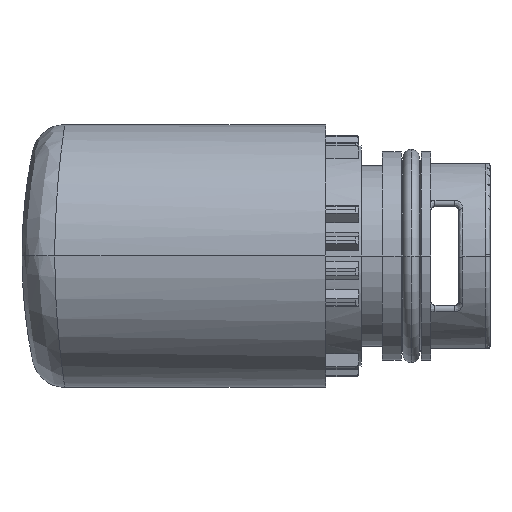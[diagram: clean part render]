
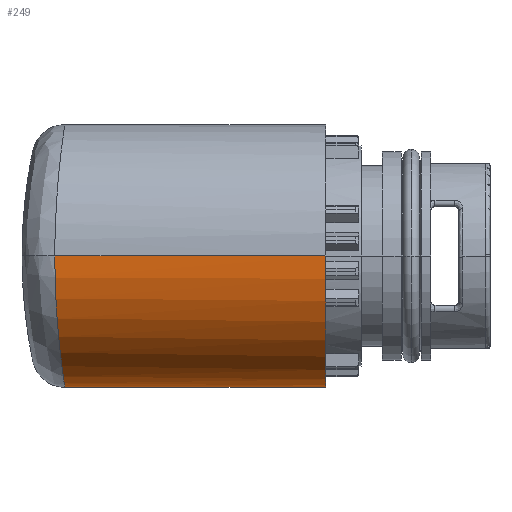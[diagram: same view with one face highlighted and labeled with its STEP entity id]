
A CAD part, left-side view. The second image highlights one B-rep face of the part: STEP entity #249.
In plain terms, the highlighted cylindrical face has radius 8 mm (diameter 16 mm), a partial arc.
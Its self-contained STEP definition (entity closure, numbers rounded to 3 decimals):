
#249=ADVANCED_FACE('',(#849),#850,.T.);
#849=FACE_OUTER_BOUND('',#1877,.T.);
#850=CYLINDRICAL_SURFACE('',#1878,8.0);
#1877=EDGE_LOOP('',(#4505,#4506,#4507,#4508,#4509,#4510,#4511));
#1878=AXIS2_PLACEMENT_3D('',#4512,#4513,#4514);
#4505=ORIENTED_EDGE('',*,*,#7864,.T.);
#4506=ORIENTED_EDGE('',*,*,#7865,.F.);
#4507=ORIENTED_EDGE('',*,*,#7866,.F.);
#4508=ORIENTED_EDGE('',*,*,#7867,.T.);
#4509=ORIENTED_EDGE('',*,*,#7854,.F.);
#4510=ORIENTED_EDGE('',*,*,#7863,.T.);
#4511=ORIENTED_EDGE('',*,*,#7868,.T.);
#4512=CARTESIAN_POINT('',(0.0,-20.925,0.0));
#4513=DIRECTION('',(0.0,-1.0,0.0));
#4514=DIRECTION('',(1.0,0.0,0.0));
#7854=EDGE_CURVE('',#9322,#9323,#9324,.T.);
#7863=EDGE_CURVE('',#9322,#9337,#9339,.T.);
#7864=EDGE_CURVE('',#9340,#9341,#9342,.T.);
#7865=EDGE_CURVE('',#9343,#9341,#9344,.T.);
#7866=EDGE_CURVE('',#9345,#9343,#9346,.T.);
#7867=EDGE_CURVE('',#9345,#9323,#9347,.T.);
#7868=EDGE_CURVE('',#9337,#9340,#9348,.T.);
#9322=VERTEX_POINT('',#11471);
#9323=VERTEX_POINT('',#11472);
#9324=LINE('',#11473,#11474);
#9337=VERTEX_POINT('',#11497);
#9339=B_SPLINE_CURVE_WITH_KNOTS('',3,(#11499,#11500,#11501,#11502,#11503,#11504),.UNSPECIFIED.,.F.,.F.,(4,1,1,4),(0.0,0.333,0.667,1.0),.UNSPECIFIED.);
#9340=VERTEX_POINT('',#11505);
#9341=VERTEX_POINT('',#11506);
#9342=LINE('',#11507,#11508);
#9343=VERTEX_POINT('',#11509);
#9344=CIRCLE('',#11510,8.0);
#9345=VERTEX_POINT('',#11511);
#9346=LINE('',#11512,#11513);
#9347=B_SPLINE_CURVE_WITH_KNOTS('',3,(#11514,#11515,#11516,#11517,#11518,#11519,#11520,#11521,#11522,#11523,#11524,#11525,#11526),.UNSPECIFIED.,.F.,.F.,(4,1,1,1,1,1,1,1,1,1,4),(0.0,0.1,0.2,0.3,0.4,0.5,0.6,0.7,0.8,0.9,1.0),.UNSPECIFIED.);
#9348=B_SPLINE_CURVE_WITH_KNOTS('',3,(#11527,#11528,#11529,#11530,#11531,#11532,#11533,#11534,#11535,#11536,#11537,#11538),.UNSPECIFIED.,.F.,.F.,(4,1,1,1,1,1,1,1,1,4),(0.0,0.111,0.222,0.333,0.444,0.556,0.667,0.778,0.889,1.0),.UNSPECIFIED.);
#11471=CARTESIAN_POINT('',(0.0,-3.606,-8.0));
#11472=CARTESIAN_POINT('',(0.0,6.388,-8.));
#11473=CARTESIAN_POINT('',(0.0,-3.606,-8.0));
#11474=VECTOR('',#15011,9.993);
#11497=CARTESIAN_POINT('',(2.211,-4.764,-7.688));
#11499=CARTESIAN_POINT('',(0.0,-3.606,-8.0));
#11500=CARTESIAN_POINT('',(0.257,-3.744,-8.));
#11501=CARTESIAN_POINT('',(0.765,-4.017,-7.975));
#11502=CARTESIAN_POINT('',(1.513,-4.413,-7.867));
#11503=CARTESIAN_POINT('',(1.983,-4.652,-7.754));
#11504=CARTESIAN_POINT('',(2.211,-4.764,-7.688));
#11505=CARTESIAN_POINT('',(8.,-9.25,0.));
#11506=CARTESIAN_POINT('',(8.0,-9.5,0.0));
#11507=CARTESIAN_POINT('',(8.,-9.25,0.));
#11508=VECTOR('',#15023,0.25);
#11509=CARTESIAN_POINT('',(-8.0,-9.5,0.0));
#11510=AXIS2_PLACEMENT_3D('',#15024,#15025,#15026);
#11511=CARTESIAN_POINT('',(-8.,7.0,0.));
#11512=CARTESIAN_POINT('',(-8.,7.0,0.));
#11513=VECTOR('',#15027,16.5);
#11514=CARTESIAN_POINT('',(-8.,7.0,0.));
#11515=CARTESIAN_POINT('',(-8.,7.,-0.415));
#11516=CARTESIAN_POINT('',(-7.935,6.99,-1.248));
#11517=CARTESIAN_POINT('',(-7.644,6.947,-2.471));
#11518=CARTESIAN_POINT('',(-7.163,6.879,-3.636));
#11519=CARTESIAN_POINT('',(-6.504,6.792,-4.715));
#11520=CARTESIAN_POINT('',(-5.682,6.696,-5.679));
#11521=CARTESIAN_POINT('',(-4.718,6.599,-6.502));
#11522=CARTESIAN_POINT('',(-3.64,6.511,-7.161));
#11523=CARTESIAN_POINT('',(-2.475,6.442,-7.642));
#11524=CARTESIAN_POINT('',(-1.252,6.398,-7.935));
#11525=CARTESIAN_POINT('',(-0.417,6.388,-8.));
#11526=CARTESIAN_POINT('',(0.0,6.388,-8.));
#11527=CARTESIAN_POINT('',(2.211,-4.764,-7.688));
#11528=CARTESIAN_POINT('',(2.559,-4.936,-7.588));
#11529=CARTESIAN_POINT('',(3.27,-5.35,-7.332));
#11530=CARTESIAN_POINT('',(4.356,-6.122,-6.755));
#11531=CARTESIAN_POINT('',(5.467,-7.012,-5.894));
#11532=CARTESIAN_POINT('',(6.337,-7.756,-4.935));
#11533=CARTESIAN_POINT('',(7.005,-8.346,-3.923));
#11534=CARTESIAN_POINT('',(7.485,-8.779,-2.894));
#11535=CARTESIAN_POINT('',(7.803,-9.069,-1.866));
#11536=CARTESIAN_POINT('',(7.971,-9.224,-0.871));
#11537=CARTESIAN_POINT('',(8.,-9.25,-0.279));
#11538=CARTESIAN_POINT('',(8.,-9.25,0.));
#15011=DIRECTION('',(0.0,1.0,0.));
#15023=DIRECTION('',(0.,-1.,0.));
#15024=CARTESIAN_POINT('',(0.0,-9.5,0.0));
#15025=DIRECTION('',(0.0,-1.0,0.0));
#15026=DIRECTION('',(-1.0,0.0,0.0));
#15027=DIRECTION('',(0.,-1.,0.));
